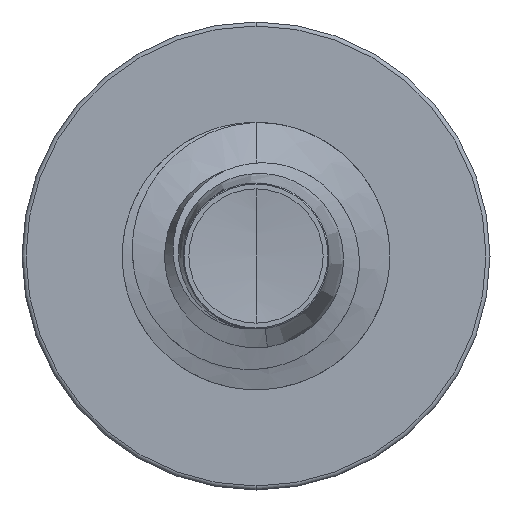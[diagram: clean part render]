
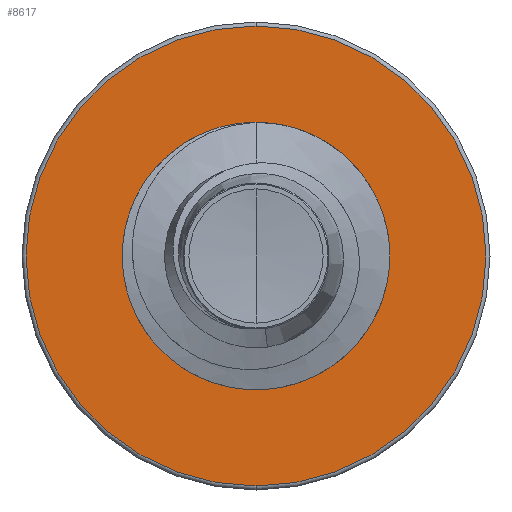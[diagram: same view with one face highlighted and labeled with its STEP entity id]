
A CAD part, front view. The second image highlights one B-rep face of the part: STEP entity #8617.
In plain terms, the highlighted planar face has unit normal (0, -1, 0).
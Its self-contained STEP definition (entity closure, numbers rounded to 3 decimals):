
#383 = CIRCLE ( 'NONE', #3307, 3.44 ) ;
#664 = CARTESIAN_POINT ( 'NONE',  ( 0., 5., 1.989 ) ) ;
#825 = EDGE_LOOP ( 'NONE', ( #5193, #10770 ) ) ;
#911 = DIRECTION ( 'NONE',  ( 0., 0., 1. ) ) ;
#919 = DIRECTION ( 'NONE',  ( 0., 1., 0. ) ) ;
#935 = CARTESIAN_POINT ( 'NONE',  ( 0., 5., 0. ) ) ;
#942 = FACE_BOUND ( 'NONE', #10586, .T. ) ;
#1306 = CARTESIAN_POINT ( 'NONE',  ( 0., 5., 3.44 ) ) ;
#1695 = CIRCLE ( 'NONE', #3143, 1.989 ) ;
#2951 = AXIS2_PLACEMENT_3D ( 'NONE', #8000, #7988, #7978 ) ;
#3143 = AXIS2_PLACEMENT_3D ( 'NONE', #9816, #9810, #9808 ) ;
#3307 = AXIS2_PLACEMENT_3D ( 'NONE', #935, #919, #911 ) ;
#4289 = AXIS2_PLACEMENT_3D ( 'NONE', #7053, #7051, #7041 ) ;
#4642 = VERTEX_POINT ( 'NONE', #664 ) ;
#5193 = ORIENTED_EDGE ( 'NONE', *, *, #8035, .F. ) ;
#5442 = AXIS2_PLACEMENT_3D ( 'NONE', #6489, #6485, #6469 ) ;
#5837 = CIRCLE ( 'NONE', #2951, 1.989 ) ;
#6164 = ORIENTED_EDGE ( 'NONE', *, *, #9598, .T. ) ;
#6235 = CARTESIAN_POINT ( 'NONE',  ( 0., 5., -1.989 ) ) ;
#6469 = DIRECTION ( 'NONE',  ( 0., 0., 1. ) ) ;
#6485 = DIRECTION ( 'NONE',  ( 0., 1., 0. ) ) ;
#6489 = CARTESIAN_POINT ( 'NONE',  ( 0., 5., 0. ) ) ;
#7041 = DIRECTION ( 'NONE',  ( 0., 0., 1. ) ) ;
#7051 = DIRECTION ( 'NONE',  ( 0., 1., 0. ) ) ;
#7053 = CARTESIAN_POINT ( 'NONE',  ( 0., 5., -1.989 ) ) ;
#7880 = PLANE ( 'NONE',  #4289 ) ;
#7978 = DIRECTION ( 'NONE',  ( 0., 0., 1. ) ) ;
#7988 = DIRECTION ( 'NONE',  ( 0., 1., 0. ) ) ;
#8000 = CARTESIAN_POINT ( 'NONE',  ( 0., 5., 0. ) ) ;
#8035 = EDGE_CURVE ( 'NONE', #9381, #9520, #10916, .T. ) ;
#8135 = VERTEX_POINT ( 'NONE', #6235 ) ;
#8178 = FACE_OUTER_BOUND ( 'NONE', #825, .T. ) ;
#8617 = ADVANCED_FACE ( 'NONE', ( #8178, #942 ), #7880, .F. ) ;
#8826 = ORIENTED_EDGE ( 'NONE', *, *, #9732, .T. ) ;
#9381 = VERTEX_POINT ( 'NONE', #1306 ) ;
#9484 = EDGE_CURVE ( 'NONE', #9520, #9381, #383, .T. ) ;
#9520 = VERTEX_POINT ( 'NONE', #10554 ) ;
#9598 = EDGE_CURVE ( 'NONE', #4642, #8135, #1695, .T. ) ;
#9732 = EDGE_CURVE ( 'NONE', #8135, #4642, #5837, .T. ) ;
#9808 = DIRECTION ( 'NONE',  ( 0., 0., 1. ) ) ;
#9810 = DIRECTION ( 'NONE',  ( 0., 1., 0. ) ) ;
#9816 = CARTESIAN_POINT ( 'NONE',  ( 0., 5., 0. ) ) ;
#10554 = CARTESIAN_POINT ( 'NONE',  ( 0., 5., -3.44 ) ) ;
#10586 = EDGE_LOOP ( 'NONE', ( #6164, #8826 ) ) ;
#10770 = ORIENTED_EDGE ( 'NONE', *, *, #9484, .F. ) ;
#10916 = CIRCLE ( 'NONE', #5442, 3.44 ) ;
